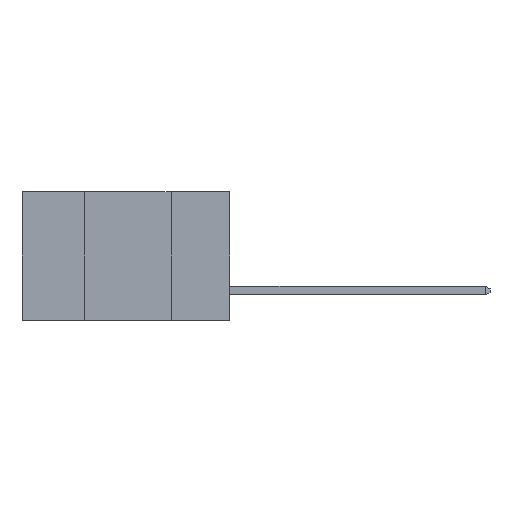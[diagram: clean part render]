
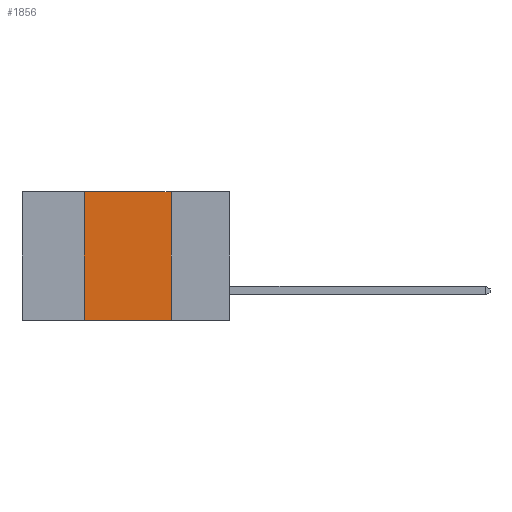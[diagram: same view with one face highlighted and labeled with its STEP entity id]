
A CAD part, left-side view. The second image highlights one B-rep face of the part: STEP entity #1856.
In plain terms, the highlighted planar face has unit normal (-1, 0, 0).
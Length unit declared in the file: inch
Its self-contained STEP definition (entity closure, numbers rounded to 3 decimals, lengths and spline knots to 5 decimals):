
#1065 = VERTEX_POINT ( 'NONE', #8517 ) ;
#1256 = CARTESIAN_POINT ( 'NONE',  ( 0., 0.42, 0. ) ) ;
#1542 = ORIENTED_EDGE ( 'NONE', *, *, #5081, .T. ) ;
#1806 = ORIENTED_EDGE ( 'NONE', *, *, #4657, .F. ) ;
#1856 = ADVANCED_FACE ( 'NONE', ( #7876 ), #13848, .F. ) ;
#1859 = VECTOR ( 'NONE', #2584, 39.37008 ) ;
#2016 = DIRECTION ( 'NONE',  ( 1., 0., 0. ) ) ;
#2584 = DIRECTION ( 'NONE',  ( 0., 0., 1. ) ) ;
#3136 = VECTOR ( 'NONE', #9530, 39.37008 ) ;
#3927 = CARTESIAN_POINT ( 'NONE',  ( 0., 0.17, -0.37 ) ) ;
#4200 = CARTESIAN_POINT ( 'NONE',  ( 0., 0.6, 0. ) ) ;
#4657 = EDGE_CURVE ( 'NONE', #1065, #5904, #8855, .T. ) ;
#5081 = EDGE_CURVE ( 'NONE', #11062, #7855, #6218, .T. ) ;
#5534 = LINE ( 'NONE', #14589, #8144 ) ;
#5568 = CARTESIAN_POINT ( 'NONE',  ( 0., 0.6, -0.37 ) ) ;
#5897 = DIRECTION ( 'NONE',  ( 0., 0., -1. ) ) ;
#5904 = VERTEX_POINT ( 'NONE', #8025 ) ;
#6067 = CARTESIAN_POINT ( 'NONE',  ( 0., 0.6, 0. ) ) ;
#6218 = LINE ( 'NONE', #5568, #3136 ) ;
#6351 = CARTESIAN_POINT ( 'NONE',  ( 0., 0.42, -0.37 ) ) ;
#7825 = EDGE_CURVE ( 'NONE', #11062, #1065, #8004, .T. ) ;
#7855 = VERTEX_POINT ( 'NONE', #3927 ) ;
#7876 = FACE_OUTER_BOUND ( 'NONE', #12568, .T. ) ;
#7957 = ORIENTED_EDGE ( 'NONE', *, *, #8881, .F. ) ;
#8004 = LINE ( 'NONE', #1256, #1859 ) ;
#8025 = CARTESIAN_POINT ( 'NONE',  ( 0., 0.17, 0. ) ) ;
#8034 = AXIS2_PLACEMENT_3D ( 'NONE', #4200, #2016, #8063 ) ;
#8063 = DIRECTION ( 'NONE',  ( 0., 0., -1. ) ) ;
#8144 = VECTOR ( 'NONE', #5897, 39.37008 ) ;
#8517 = CARTESIAN_POINT ( 'NONE',  ( 0., 0.42, 0. ) ) ;
#8855 = LINE ( 'NONE', #6067, #9210 ) ;
#8881 = EDGE_CURVE ( 'NONE', #5904, #7855, #5534, .T. ) ;
#9210 = VECTOR ( 'NONE', #10697, 39.37008 ) ;
#9530 = DIRECTION ( 'NONE',  ( 0., -1., 0. ) ) ;
#10697 = DIRECTION ( 'NONE',  ( 0., -1., 0. ) ) ;
#11062 = VERTEX_POINT ( 'NONE', #6351 ) ;
#12568 = EDGE_LOOP ( 'NONE', ( #7957, #1806, #13190, #1542 ) ) ;
#13190 = ORIENTED_EDGE ( 'NONE', *, *, #7825, .F. ) ;
#13848 = PLANE ( 'NONE',  #8034 ) ;
#14589 = CARTESIAN_POINT ( 'NONE',  ( 0., 0.17, 0. ) ) ;
